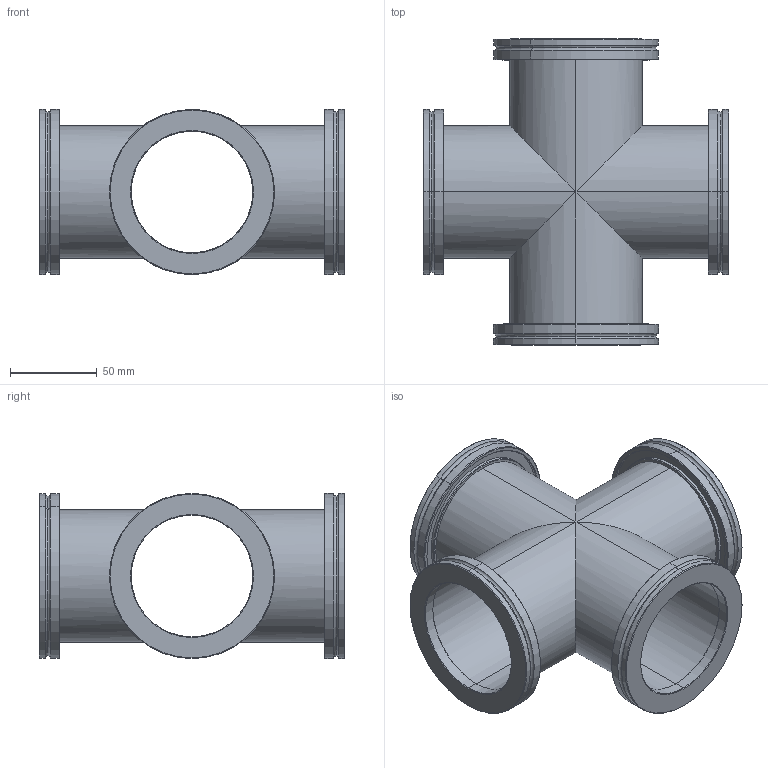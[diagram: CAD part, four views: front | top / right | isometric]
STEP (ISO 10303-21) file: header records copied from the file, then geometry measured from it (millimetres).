
FILE_DESCRIPTION (( 'STEP AP214' ), '1' );
FILE_NAME ('Hositrad_ISOX4-63.STEP', '2013-07-16T08:50:43', ( '' ), ( '' ), 'SwSTEP 2.0', 'SolidWorks 2013', '' );
FILE_SCHEMA (( 'AUTOMOTIVE_DESIGN' ));
Length unit declared in the file: millimetre
Products named in the file (3): Hositrad_ISOX4-63; EqualCross-76; ISO-K-Weld-All_ISO63-76
Assembly tree (5 placements, depth 2):
  Hositrad_ISOX4-63
    EqualCross-76
    ISO-K-Weld-All_ISO63-76  x4
Bounding box: 176 x 176 x 95 mm (x, y, z)
Volume: 258474.7 mm3; surface area: 165742 mm2
Topology: 5 solids, 5 shells, 148 faces, 300 edges, 164 vertices
Faces by surface type: cylinder 64, cone 40, plane 24, torus 16, bspline 4
Entity records: 1902 total; most frequent: CARTESIAN_POINT 665, DIRECTION 268, ORIENTED_EDGE 212, AXIS2_PLACEMENT_3D 115, EDGE_CURVE 106, EDGE_LOOP 64, CIRCLE 56, VERTEX_POINT 56
